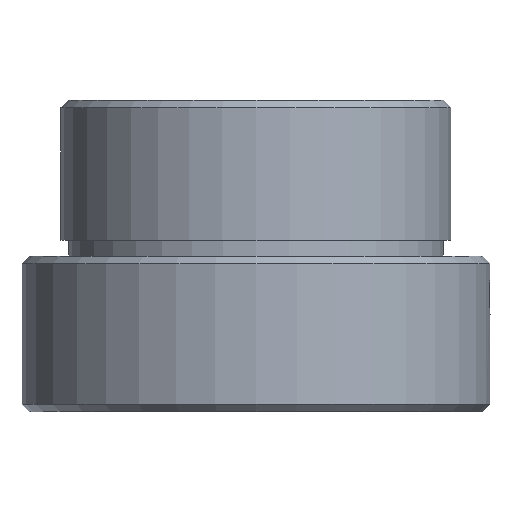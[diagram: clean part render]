
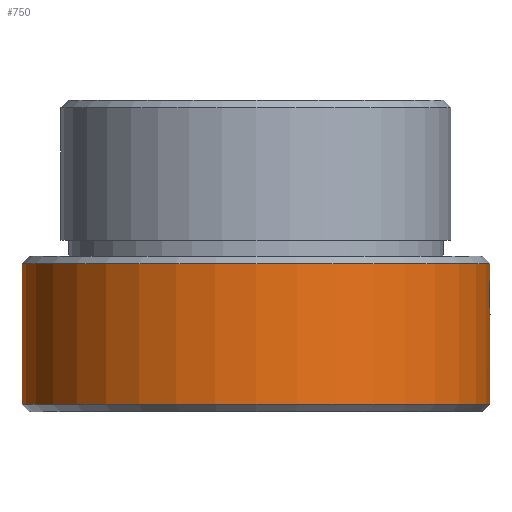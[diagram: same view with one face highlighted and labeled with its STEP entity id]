
A CAD part, front view. The second image highlights one B-rep face of the part: STEP entity #750.
In plain terms, the highlighted cylindrical face has radius 15 mm (diameter 30 mm), a partial arc.
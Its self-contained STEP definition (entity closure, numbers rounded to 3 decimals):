
#5 = EDGE_CURVE ( 'NONE', #110, #111, #328, .T. ) ;
#9 = AXIS2_PLACEMENT_3D ( 'NONE', #346, #347, #348 ) ;
#11 = AXIS2_PLACEMENT_3D ( 'NONE', #349, #350, #351 ) ;
#22 = VECTOR ( 'NONE', #195, 1000. ) ;
#67 = CYLINDRICAL_SURFACE ( 'NONE', #72, 15. ) ;
#68 = FACE_OUTER_BOUND ( 'NONE', #91, .T. ) ;
#72 = AXIS2_PLACEMENT_3D ( 'NONE', #571, #572, #573 ) ;
#86 = VERTEX_POINT ( 'NONE', #258 ) ;
#87 = VERTEX_POINT ( 'NONE', #259 ) ;
#91 = EDGE_LOOP ( 'NONE', ( #296, #599, #294, #295, #297, #598 ) ) ;
#110 = VERTEX_POINT ( 'NONE', #128 ) ;
#111 = VERTEX_POINT ( 'NONE', #129 ) ;
#128 = CARTESIAN_POINT ( 'NONE',  ( 15., 0., -11.25 ) ) ;
#129 = CARTESIAN_POINT ( 'NONE',  ( 15., 0., -13.75 ) ) ;
#131 = CARTESIAN_POINT ( 'NONE',  ( -15., 0., -10.5 ) ) ;
#132 = CARTESIAN_POINT ( 'NONE',  ( 15., 0., -10.5 ) ) ;
#193 = LINE ( 'NONE', #194, #22 ) ;
#194 = CARTESIAN_POINT ( 'NONE',  ( 15., 0., 0. ) ) ;
#195 = DIRECTION ( 'NONE',  ( 0., 0., -1. ) ) ;
#227 = CARTESIAN_POINT ( 'NONE',  ( 15., -0.165, -11.25 ) ) ;
#228 = CARTESIAN_POINT ( 'NONE',  ( 14.997, -0.327, -11.283 ) ) ;
#229 = CARTESIAN_POINT ( 'NONE',  ( 14.988, -0.63, -11.408 ) ) ;
#230 = CARTESIAN_POINT ( 'NONE',  ( 14.981, -0.769, -11.501 ) ) ;
#231 = CARTESIAN_POINT ( 'NONE',  ( 14.967, -0.999, -11.732 ) ) ;
#232 = CARTESIAN_POINT ( 'NONE',  ( 14.96, -1.092, -11.871 ) ) ;
#233 = CARTESIAN_POINT ( 'NONE',  ( 14.951, -1.217, -12.172 ) ) ;
#234 = CARTESIAN_POINT ( 'NONE',  ( 14.948, -1.25, -12.336 ) ) ;
#235 = CARTESIAN_POINT ( 'NONE',  ( 14.948, -1.25, -12.663 ) ) ;
#236 = CARTESIAN_POINT ( 'NONE',  ( 14.951, -1.218, -12.827 ) ) ;
#237 = CARTESIAN_POINT ( 'NONE',  ( 14.96, -1.092, -13.129 ) ) ;
#238 = CARTESIAN_POINT ( 'NONE',  ( 14.967, -1.001, -13.267 ) ) ;
#239 = CARTESIAN_POINT ( 'NONE',  ( 14.981, -0.767, -13.5 ) ) ;
#240 = CARTESIAN_POINT ( 'NONE',  ( 14.988, -0.63, -13.592 ) ) ;
#241 = CARTESIAN_POINT ( 'NONE',  ( 14.995, -0.403, -13.686 ) ) ;
#242 = CARTESIAN_POINT ( 'NONE',  ( 14.997, -0.325, -13.71 ) ) ;
#243 = CARTESIAN_POINT ( 'NONE',  ( 14.999, -0.164, -13.742 ) ) ;
#244 = CARTESIAN_POINT ( 'NONE',  ( 15., -0.082, -13.75 ) ) ;
#245 = CARTESIAN_POINT ( 'NONE',  ( 15., 0., -13.75 ) ) ;
#258 = CARTESIAN_POINT ( 'NONE',  ( 15., 0., -19.5 ) ) ;
#259 = CARTESIAN_POINT ( 'NONE',  ( -15., 0., -19.5 ) ) ;
#294 = ORIENTED_EDGE ( 'NONE', *, *, #756, .T. ) ;
#295 = ORIENTED_EDGE ( 'NONE', *, *, #658, .T. ) ;
#296 = ORIENTED_EDGE ( 'NONE', *, *, #680, .F. ) ;
#297 = ORIENTED_EDGE ( 'NONE', *, *, #772, .F. ) ;
#309 = VERTEX_POINT ( 'NONE', #131 ) ;
#310 = VERTEX_POINT ( 'NONE', #132 ) ;
#328 = B_SPLINE_CURVE_WITH_KNOTS ( 'NONE', 3,
 ( #631, #227, #228, #229, #230, #231, #232, #233, #234, #235, #236, #237, #238, #239, #240, #241, #242, #243, #244, #245 ),
 .UNSPECIFIED., .F., .F.,
 ( 4, 2, 2, 2, 2, 2, 2, 2, 2, 4 ),
 ( 0., 0., 0.001, 0.001, 0.002, 0.002, 0.003, 0.003, 0.004, 0.004 ),
 .UNSPECIFIED. ) ;
#346 = CARTESIAN_POINT ( 'NONE',  ( 0., 0., -19.5 ) ) ;
#347 = DIRECTION ( 'NONE',  ( 0., 0., 1. ) ) ;
#348 = DIRECTION ( 'NONE',  ( -1., 0., 0. ) ) ;
#349 = CARTESIAN_POINT ( 'NONE',  ( 0., 0., -10.5 ) ) ;
#350 = DIRECTION ( 'NONE',  ( 0., 0., -1. ) ) ;
#351 = DIRECTION ( 'NONE',  ( 1., 0., 0. ) ) ;
#531 = VECTOR ( 'NONE', #776, 1000. ) ;
#547 = VECTOR ( 'NONE', #824, 1000. ) ;
#571 = CARTESIAN_POINT ( 'NONE',  ( 0., 0., 0. ) ) ;
#572 = DIRECTION ( 'NONE',  ( 0., 0., -1. ) ) ;
#573 = DIRECTION ( 'NONE',  ( -1., 0., 0. ) ) ;
#598 = ORIENTED_EDGE ( 'NONE', *, *, #5, .F. ) ;
#599 = ORIENTED_EDGE ( 'NONE', *, *, #659, .T. ) ;
#631 = CARTESIAN_POINT ( 'NONE',  ( 15., 0., -11.25 ) ) ;
#658 = EDGE_CURVE ( 'NONE', #87, #86, #728, .T. ) ;
#659 = EDGE_CURVE ( 'NONE', #310, #309, #727, .T. ) ;
#680 = EDGE_CURVE ( 'NONE', #310, #110, #193, .T. ) ;
#727 = CIRCLE ( 'NONE', #11, 15. ) ;
#728 = CIRCLE ( 'NONE', #9, 15. ) ;
#750 = ADVANCED_FACE ( 'NONE', ( #68 ), #67, .T. ) ;
#756 = EDGE_CURVE ( 'NONE', #309, #87, #774, .T. ) ;
#772 = EDGE_CURVE ( 'NONE', #111, #86, #822, .T. ) ;
#774 = LINE ( 'NONE', #775, #531 ) ;
#775 = CARTESIAN_POINT ( 'NONE',  ( -15., 0., 0. ) ) ;
#776 = DIRECTION ( 'NONE',  ( 0., 0., -1. ) ) ;
#822 = LINE ( 'NONE', #823, #547 ) ;
#823 = CARTESIAN_POINT ( 'NONE',  ( 15., 0., 0. ) ) ;
#824 = DIRECTION ( 'NONE',  ( 0., 0., -1. ) ) ;
